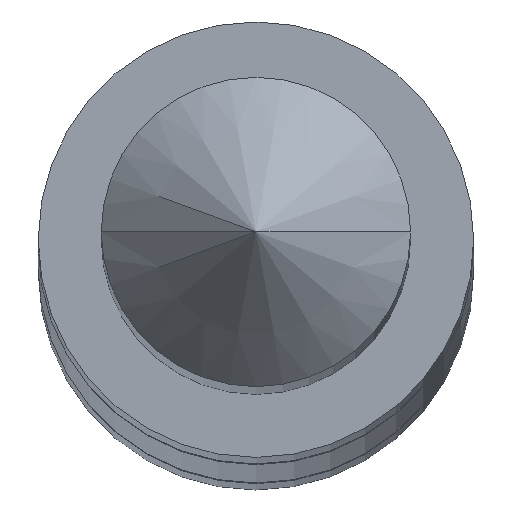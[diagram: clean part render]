
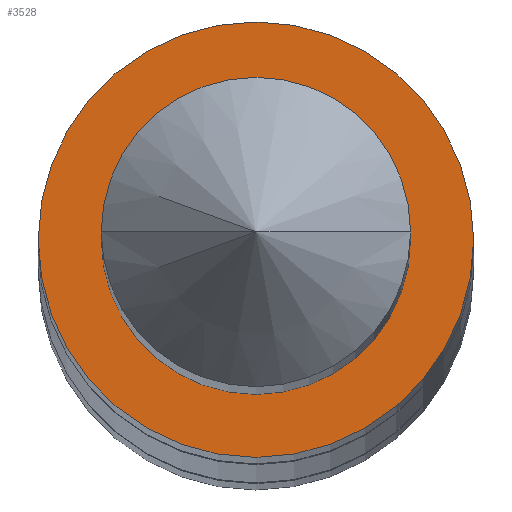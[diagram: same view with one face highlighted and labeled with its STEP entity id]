
A CAD part, top view. The second image highlights one B-rep face of the part: STEP entity #3528.
In plain terms, the highlighted planar face has unit normal (0, 0, 1).
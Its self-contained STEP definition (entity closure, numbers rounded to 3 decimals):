
#268 = DIRECTION ( 'NONE',  ( 0., 0., 1. ) ) ;
#368 = DIRECTION ( 'NONE',  ( 0., 0., 1. ) ) ;
#413 = FACE_OUTER_BOUND ( 'NONE', #646, .T. ) ;
#623 = VERTEX_POINT ( 'NONE', #6028 ) ;
#646 = EDGE_LOOP ( 'NONE', ( #3003, #2016 ) ) ;
#839 = DIRECTION ( 'NONE',  ( 0., 0., -1. ) ) ;
#966 = EDGE_CURVE ( 'NONE', #2412, #623, #5534, .T. ) ;
#1176 = DIRECTION ( 'NONE',  ( 0., 0., -1. ) ) ;
#1344 = CARTESIAN_POINT ( 'NONE',  ( 0., 0., 16.3 ) ) ;
#1823 = DIRECTION ( 'NONE',  ( 1., 0., 0. ) ) ;
#1965 = CARTESIAN_POINT ( 'NONE',  ( 0.135, 0., 16.3 ) ) ;
#2016 = ORIENTED_EDGE ( 'NONE', *, *, #5121, .T. ) ;
#2312 = ORIENTED_EDGE ( 'NONE', *, *, #3700, .T. ) ;
#2324 = CARTESIAN_POINT ( 'NONE',  ( 0., 0., 16.3 ) ) ;
#2412 = VERTEX_POINT ( 'NONE', #6221 ) ;
#2732 = DIRECTION ( 'NONE',  ( 0., 0., 1. ) ) ;
#3003 = ORIENTED_EDGE ( 'NONE', *, *, #966, .T. ) ;
#3282 = DIRECTION ( 'NONE',  ( 1., 0., 0. ) ) ;
#3346 = AXIS2_PLACEMENT_3D ( 'NONE', #5549, #268, #4876 ) ;
#3398 = AXIS2_PLACEMENT_3D ( 'NONE', #4092, #1176, #4577 ) ;
#3454 = ORIENTED_EDGE ( 'NONE', *, *, #5015, .T. ) ;
#3528 = ADVANCED_FACE ( 'NONE', ( #5590, #413 ), #5732, .T. ) ;
#3700 = EDGE_CURVE ( 'NONE', #6119, #6243, #3844, .T. ) ;
#3844 = CIRCLE ( 'NONE', #4319, 0.135 ) ;
#4092 = CARTESIAN_POINT ( 'NONE',  ( 0., 0., 16.3 ) ) ;
#4319 = AXIS2_PLACEMENT_3D ( 'NONE', #2324, #839, #3282 ) ;
#4577 = DIRECTION ( 'NONE',  ( 1., 0., 0. ) ) ;
#4876 = DIRECTION ( 'NONE',  ( 1., 0., 0. ) ) ;
#5015 = EDGE_CURVE ( 'NONE', #6243, #6119, #5110, .T. ) ;
#5110 = CIRCLE ( 'NONE', #3398, 0.135 ) ;
#5121 = EDGE_CURVE ( 'NONE', #623, #2412, #6122, .T. ) ;
#5465 = CARTESIAN_POINT ( 'NONE',  ( -0.135, 0., 16.3 ) ) ;
#5534 = CIRCLE ( 'NONE', #5648, 0.19 ) ;
#5549 = CARTESIAN_POINT ( 'NONE',  ( 0., 0., 16.3 ) ) ;
#5590 = FACE_BOUND ( 'NONE', #6165, .T. ) ;
#5634 = CARTESIAN_POINT ( 'NONE',  ( 0., 0., 16.3 ) ) ;
#5648 = AXIS2_PLACEMENT_3D ( 'NONE', #1344, #368, #1823 ) ;
#5732 = PLANE ( 'NONE',  #3346 ) ;
#6005 = AXIS2_PLACEMENT_3D ( 'NONE', #5634, #2732, #6146 ) ;
#6028 = CARTESIAN_POINT ( 'NONE',  ( 0.19, 0., 16.3 ) ) ;
#6119 = VERTEX_POINT ( 'NONE', #1965 ) ;
#6122 = CIRCLE ( 'NONE', #6005, 0.19 ) ;
#6146 = DIRECTION ( 'NONE',  ( 1., 0., 0. ) ) ;
#6165 = EDGE_LOOP ( 'NONE', ( #2312, #3454 ) ) ;
#6221 = CARTESIAN_POINT ( 'NONE',  ( -0.19, 0., 16.3 ) ) ;
#6243 = VERTEX_POINT ( 'NONE', #5465 ) ;
